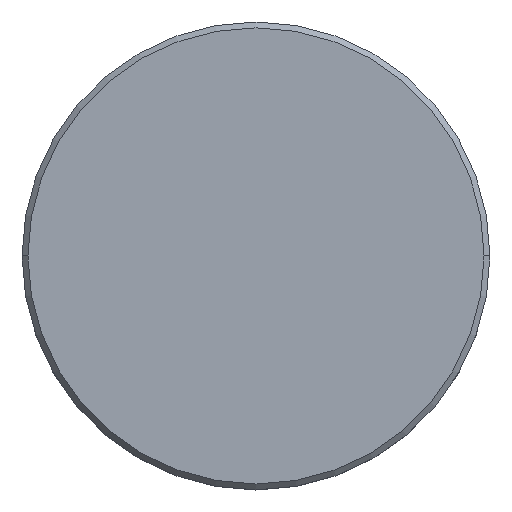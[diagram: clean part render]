
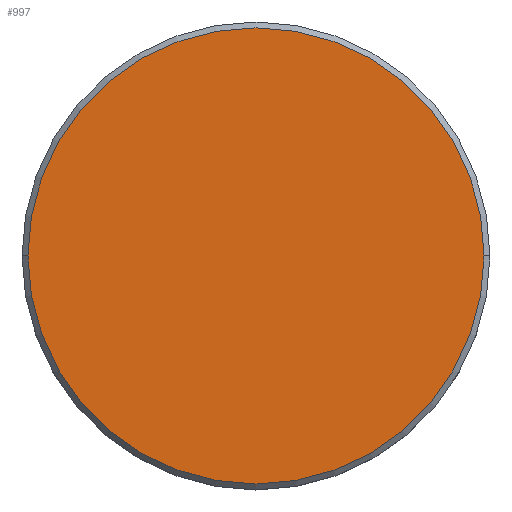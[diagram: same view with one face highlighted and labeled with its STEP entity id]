
A CAD part, top view. The second image highlights one B-rep face of the part: STEP entity #997.
In plain terms, the highlighted planar face has unit normal (0, 0, 1).
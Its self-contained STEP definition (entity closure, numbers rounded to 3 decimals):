
#69 = EDGE_LOOP ( 'NONE', ( #610, #544 ) ) ;
#70 = DIRECTION ( 'NONE',  ( 1., 0., 0. ) ) ;
#223 = DIRECTION ( 'NONE',  ( 1., 0., 0. ) ) ;
#232 = CARTESIAN_POINT ( 'NONE',  ( 0., 0., 0. ) ) ;
#341 = FACE_OUTER_BOUND ( 'NONE', #69, .T. ) ;
#367 = EDGE_CURVE ( 'NONE', #1077, #393, #1161, .T. ) ;
#393 = VERTEX_POINT ( 'NONE', #440 ) ;
#427 = DIRECTION ( 'NONE',  ( 0., 0., 1. ) ) ;
#440 = CARTESIAN_POINT ( 'NONE',  ( -19.5, 0., 0. ) ) ;
#544 = ORIENTED_EDGE ( 'NONE', *, *, #367, .T. ) ;
#595 = CIRCLE ( 'NONE', #1045, 19.5 ) ;
#610 = ORIENTED_EDGE ( 'NONE', *, *, #807, .T. ) ;
#623 = CARTESIAN_POINT ( 'NONE',  ( 0., 0., 0. ) ) ;
#648 = AXIS2_PLACEMENT_3D ( 'NONE', #623, #427, #794 ) ;
#696 = CARTESIAN_POINT ( 'NONE',  ( 19.5, 0., 0. ) ) ;
#794 = DIRECTION ( 'NONE',  ( 1., 0., 0. ) ) ;
#807 = EDGE_CURVE ( 'NONE', #393, #1077, #595, .T. ) ;
#890 = DIRECTION ( 'NONE',  ( 0., 0., 1. ) ) ;
#964 = CARTESIAN_POINT ( 'NONE',  ( 0., 0., 0. ) ) ;
#971 = AXIS2_PLACEMENT_3D ( 'NONE', #232, #1150, #223 ) ;
#997 = ADVANCED_FACE ( 'NONE', ( #341 ), #1145, .T. ) ;
#1045 = AXIS2_PLACEMENT_3D ( 'NONE', #964, #890, #70 ) ;
#1077 = VERTEX_POINT ( 'NONE', #696 ) ;
#1145 = PLANE ( 'NONE',  #971 ) ;
#1150 = DIRECTION ( 'NONE',  ( 0., 0., 1. ) ) ;
#1161 = CIRCLE ( 'NONE', #648, 19.5 ) ;
